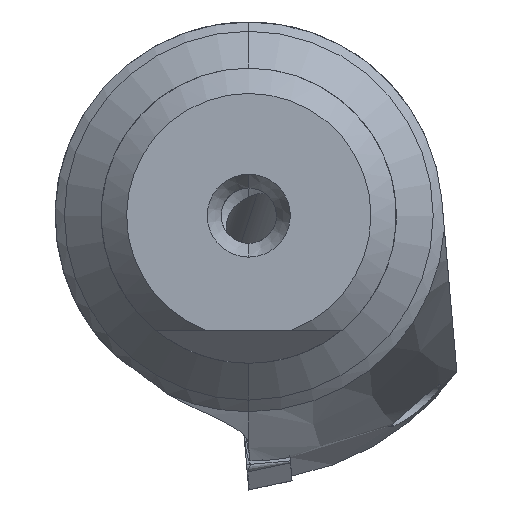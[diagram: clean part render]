
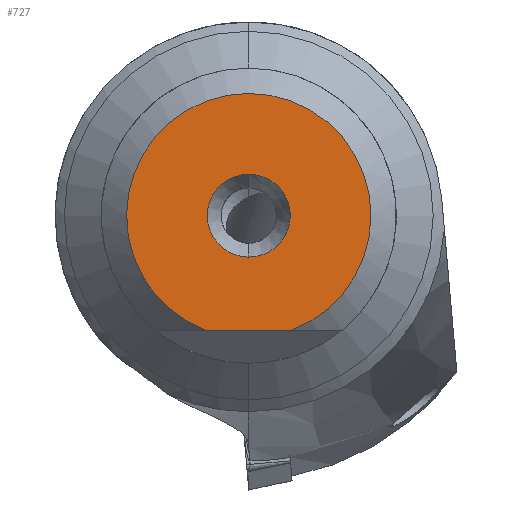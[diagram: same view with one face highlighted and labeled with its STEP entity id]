
A CAD part, left-side view. The second image highlights one B-rep face of the part: STEP entity #727.
In plain terms, the highlighted planar face has unit normal (-1, 0, 0).
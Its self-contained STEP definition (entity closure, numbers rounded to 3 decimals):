
#24 = EDGE_CURVE ( 'NONE', #4786, #4728, #1272, .T. ) ;
#26 = EDGE_CURVE ( 'NONE', #4728, #4786, #1270, .T. ) ;
#80 = DIRECTION ( 'NONE',  ( 0., -1., 0. ) ) ;
#82 = DIRECTION ( 'NONE',  ( 0., 0., 1. ) ) ;
#84 = CARTESIAN_POINT ( 'NONE',  ( 0., 2.25, -6.2 ) ) ;
#90 = DIRECTION ( 'NONE',  ( -1., 0., 0. ) ) ;
#145 = CARTESIAN_POINT ( 'NONE',  ( 0., 0., 0. ) ) ;
#178 = EDGE_CURVE ( 'NONE', #4788, #4764, #1337, .T. ) ;
#226 = EDGE_CURVE ( 'NONE', #4764, #4788, #1381, .T. ) ;
#508 = CARTESIAN_POINT ( 'NONE',  ( 0., 0., -2.25 ) ) ;
#510 = CARTESIAN_POINT ( 'NONE',  ( 0., -2.335, -6.2 ) ) ;
#537 = CARTESIAN_POINT ( 'NONE',  ( 0., 0., 2.25 ) ) ;
#582 = CARTESIAN_POINT ( 'NONE',  ( 0., 2.335, -6.2 ) ) ;
#727 = ADVANCED_FACE ( 'NONE', ( #3604, #3607 ), #1586, .F. ) ;
#962 = EDGE_LOOP ( 'NONE', ( #4444, #4443 ) ) ;
#1240 = EDGE_LOOP ( 'NONE', ( #4442, #4441 ) ) ;
#1270 = LINE ( 'NONE', #84, #1273 ) ;
#1272 = CIRCLE ( 'NONE', #3224, 6.625 ) ;
#1273 = VECTOR ( 'NONE', #80, 1000. ) ;
#1337 = CIRCLE ( 'NONE', #3207, 2.25 ) ;
#1381 = CIRCLE ( 'NONE', #3193, 2.25 ) ;
#1457 = AXIS2_PLACEMENT_3D ( 'NONE', #1590, #1578, #1576 ) ;
#1576 = DIRECTION ( 'NONE',  ( 0., 0., -1. ) ) ;
#1578 = DIRECTION ( 'NONE',  ( 1., 0., 0. ) ) ;
#1586 = PLANE ( 'NONE',  #1457 ) ;
#1590 = CARTESIAN_POINT ( 'NONE',  ( 0., 2.25, 0. ) ) ;
#2814 = DIRECTION ( 'NONE',  ( 0., 0., 1. ) ) ;
#2815 = DIRECTION ( 'NONE',  ( -1., 0., 0. ) ) ;
#2816 = CARTESIAN_POINT ( 'NONE',  ( 0., 0., 0. ) ) ;
#2991 = DIRECTION ( 'NONE',  ( 0., 0., 1. ) ) ;
#2992 = DIRECTION ( 'NONE',  ( -1., 0., 0. ) ) ;
#2996 = CARTESIAN_POINT ( 'NONE',  ( 0., 0., 0. ) ) ;
#3193 = AXIS2_PLACEMENT_3D ( 'NONE', #2816, #2815, #2814 ) ;
#3207 = AXIS2_PLACEMENT_3D ( 'NONE', #2996, #2992, #2991 ) ;
#3224 = AXIS2_PLACEMENT_3D ( 'NONE', #145, #90, #82 ) ;
#3604 = FACE_BOUND ( 'NONE', #962, .T. ) ;
#3607 = FACE_OUTER_BOUND ( 'NONE', #1240, .T. ) ;
#4441 = ORIENTED_EDGE ( 'NONE', *, *, #26, .T. ) ;
#4442 = ORIENTED_EDGE ( 'NONE', *, *, #24, .T. ) ;
#4443 = ORIENTED_EDGE ( 'NONE', *, *, #178, .F. ) ;
#4444 = ORIENTED_EDGE ( 'NONE', *, *, #226, .F. ) ;
#4728 = VERTEX_POINT ( 'NONE', #582 ) ;
#4764 = VERTEX_POINT ( 'NONE', #537 ) ;
#4786 = VERTEX_POINT ( 'NONE', #510 ) ;
#4788 = VERTEX_POINT ( 'NONE', #508 ) ;
